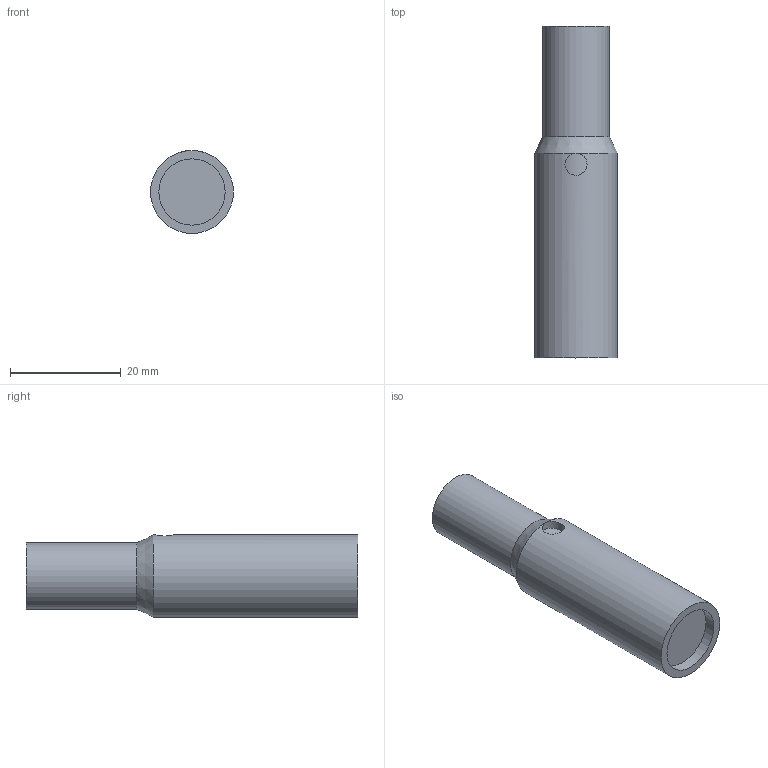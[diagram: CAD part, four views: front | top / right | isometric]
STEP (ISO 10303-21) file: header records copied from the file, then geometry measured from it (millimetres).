
FILE_DESCRIPTION(('STEP Model'),'2;1');
FILE_NAME('FOR-A2.0-10.stp','2012-01-30T12:52:09',(''),(''), 'CAD Exchanger 2.3.0 (www.cadexchanger.com)','CAD Exchanger 2.3.0', 'Unknown');
FILE_SCHEMA(('AUTOMOTIVE_DESIGN { 1 0 10303 214 1 1 1 1 }'));
Length unit declared in the file: millimetre
Products named in the file (1): Unspecified 6
Bounding box: 15 x 60 x 15 mm (x, y, z)
Volume: 8281.2 mm3; surface area: 3445.4 mm2
Topology: 1 solids, 1 shells, 11 faces, 20 edges, 14 vertices
Faces by surface type: cylinder 6, plane 4, cone 1
Full cylindrical faces by diameter (mm): 4 x1, 6.7 x1, 12 x2, 15 x1
Entity records: 1300 total; most frequent: CARTESIAN_POINT 901, DIRECTION 63, ORIENTED_EDGE 40, PCURVE 40, DEFINITIONAL_REPRESENTATION 40, B_SPLINE_CURVE_WITH_KNOTS 30, AXIS2_PLACEMENT_3D 23, EDGE_CURVE 20
